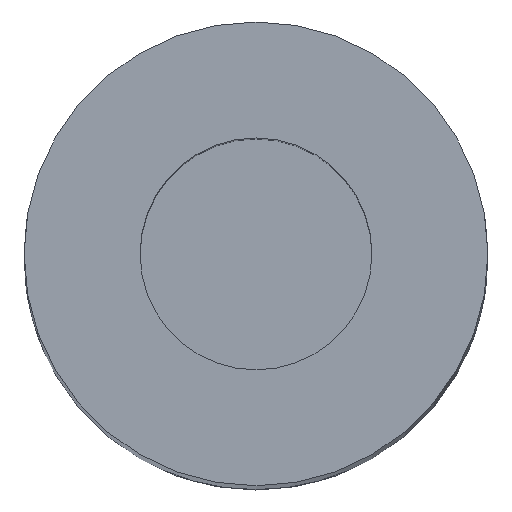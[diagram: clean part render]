
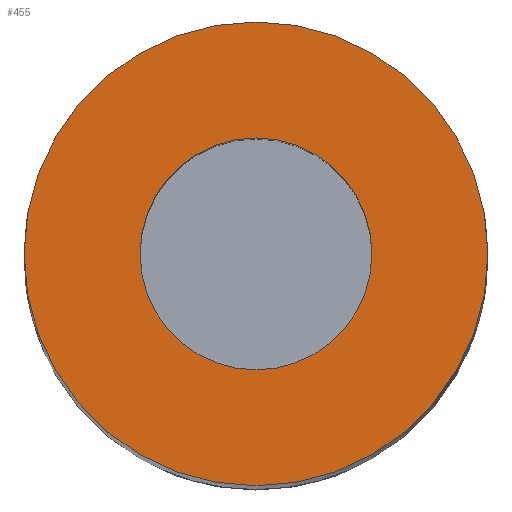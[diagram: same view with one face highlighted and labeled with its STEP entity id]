
A CAD part, top view. The second image highlights one B-rep face of the part: STEP entity #455.
In plain terms, the highlighted planar face has unit normal (0, 0, 1).
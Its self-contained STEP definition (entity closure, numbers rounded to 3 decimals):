
#8 = CARTESIAN_POINT ( 'NONE',  ( 0., 0., 125. ) ) ;
#25 = EDGE_CURVE ( 'NONE', #625, #695, #522, .T. ) ;
#41 = AXIS2_PLACEMENT_3D ( 'NONE', #566, #299, #492 ) ;
#94 = DIRECTION ( 'NONE',  ( 0., 0., 1. ) ) ;
#97 = CARTESIAN_POINT ( 'NONE',  ( 0., 0., 125. ) ) ;
#101 = DIRECTION ( 'NONE',  ( 1., 0., 0. ) ) ;
#134 = FACE_OUTER_BOUND ( 'NONE', #541, .T. ) ;
#155 = DIRECTION ( 'NONE',  ( 1., 0., 0. ) ) ;
#186 = DIRECTION ( 'NONE',  ( 0., 0., 1. ) ) ;
#187 = EDGE_LOOP ( 'NONE', ( #233, #518 ) ) ;
#197 = EDGE_CURVE ( 'NONE', #345, #694, #490, .T. ) ;
#227 = AXIS2_PLACEMENT_3D ( 'NONE', #97, #94, #101 ) ;
#231 = CARTESIAN_POINT ( 'NONE',  ( -6., 0., 125. ) ) ;
#233 = ORIENTED_EDGE ( 'NONE', *, *, #197, .F. ) ;
#237 = PLANE ( 'NONE',  #467 ) ;
#244 = AXIS2_PLACEMENT_3D ( 'NONE', #260, #693, #155 ) ;
#260 = CARTESIAN_POINT ( 'NONE',  ( 0., 0., 125. ) ) ;
#273 = CARTESIAN_POINT ( 'NONE',  ( 12., 0., 125. ) ) ;
#299 = DIRECTION ( 'NONE',  ( 0., 0., 1. ) ) ;
#329 = CIRCLE ( 'NONE', #41, 12. ) ;
#340 = FACE_BOUND ( 'NONE', #187, .T. ) ;
#345 = VERTEX_POINT ( 'NONE', #479 ) ;
#399 = DIRECTION ( 'NONE',  ( 1., 0., 0. ) ) ;
#436 = ORIENTED_EDGE ( 'NONE', *, *, #25, .T. ) ;
#442 = CARTESIAN_POINT ( 'NONE',  ( 0., 0., 125. ) ) ;
#455 = ADVANCED_FACE ( 'NONE', ( #340, #134 ), #237, .T. ) ;
#464 = EDGE_CURVE ( 'NONE', #695, #625, #329, .T. ) ;
#467 = AXIS2_PLACEMENT_3D ( 'NONE', #442, #186, #399 ) ;
#479 = CARTESIAN_POINT ( 'NONE',  ( 6., 0., 125. ) ) ;
#490 = CIRCLE ( 'NONE', #244, 6. ) ;
#492 = DIRECTION ( 'NONE',  ( 1., 0., 0. ) ) ;
#518 = ORIENTED_EDGE ( 'NONE', *, *, #553, .F. ) ;
#522 = CIRCLE ( 'NONE', #227, 12. ) ;
#536 = DIRECTION ( 'NONE',  ( 1., 0., 0. ) ) ;
#541 = EDGE_LOOP ( 'NONE', ( #436, #582 ) ) ;
#553 = EDGE_CURVE ( 'NONE', #694, #345, #681, .T. ) ;
#566 = CARTESIAN_POINT ( 'NONE',  ( 0., 0., 125. ) ) ;
#579 = CARTESIAN_POINT ( 'NONE',  ( -12., 0., 125. ) ) ;
#582 = ORIENTED_EDGE ( 'NONE', *, *, #464, .T. ) ;
#591 = DIRECTION ( 'NONE',  ( 0., 0., 1. ) ) ;
#618 = AXIS2_PLACEMENT_3D ( 'NONE', #8, #591, #536 ) ;
#625 = VERTEX_POINT ( 'NONE', #579 ) ;
#681 = CIRCLE ( 'NONE', #618, 6. ) ;
#693 = DIRECTION ( 'NONE',  ( 0., 0., 1. ) ) ;
#694 = VERTEX_POINT ( 'NONE', #231 ) ;
#695 = VERTEX_POINT ( 'NONE', #273 ) ;
